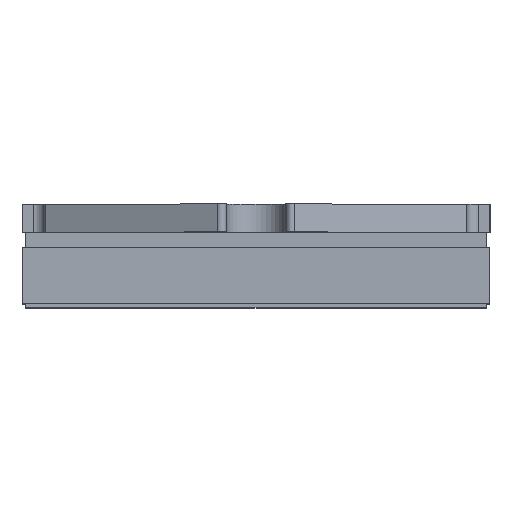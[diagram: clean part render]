
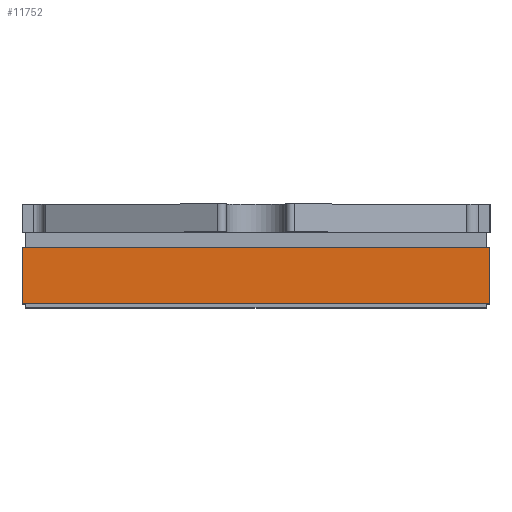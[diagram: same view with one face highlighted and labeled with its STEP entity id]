
A CAD part, top view. The second image highlights one B-rep face of the part: STEP entity #11752.
In plain terms, the highlighted planar face has unit normal (0, 0, 1).
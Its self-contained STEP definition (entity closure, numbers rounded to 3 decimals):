
#11588=CARTESIAN_POINT('',(-15.494,-2.616,16.157));
#11589=VERTEX_POINT('',#11588);
#11606=CARTESIAN_POINT('',(15.494,-2.616,16.157));
#11607=VERTEX_POINT('',#11606);
#11614=CARTESIAN_POINT('',(15.494,-2.616,16.157));
#11615=DIRECTION('',(-1.0,0.0,0.0));
#11616=VECTOR('',#11615,30.988);
#11617=LINE('',#11614,#11616);
#11618=EDGE_CURVE('',#11607,#11589,#11617,.T.);
#11664=CARTESIAN_POINT('',(-15.494,1.118,16.157));
#11665=VERTEX_POINT('',#11664);
#11672=CARTESIAN_POINT('',(15.494,1.118,16.157));
#11673=VERTEX_POINT('',#11672);
#11674=CARTESIAN_POINT('',(-15.494,1.118,16.157));
#11675=DIRECTION('',(1.0,0.0,0.0));
#11676=VECTOR('',#11675,30.988);
#11677=LINE('',#11674,#11676);
#11678=EDGE_CURVE('',#11665,#11673,#11677,.T.);
#11724=CARTESIAN_POINT('',(15.494,1.118,16.157));
#11725=DIRECTION('',(0.0,-1.0,0.0));
#11726=VECTOR('',#11725,3.734);
#11727=LINE('',#11724,#11726);
#11728=EDGE_CURVE('',#11673,#11607,#11727,.T.);
#11736=CARTESIAN_POINT('',(0.,-0.749,16.157));
#11737=DIRECTION('',(0.0,0.0,-1.0));
#11738=DIRECTION('',(0.0,-1.0,0.0));
#11739=AXIS2_PLACEMENT_3D('',#11736,#11737,#11738);
#11740=PLANE('',#11739);
#11741=CARTESIAN_POINT('',(-15.494,1.118,16.157));
#11742=DIRECTION('',(0.0,-1.0,0.0));
#11743=VECTOR('',#11742,3.734);
#11744=LINE('',#11741,#11743);
#11745=EDGE_CURVE('',#11665,#11589,#11744,.T.);
#11746=ORIENTED_EDGE('',*,*,#11745,.T.);
#11747=ORIENTED_EDGE('',*,*,#11618,.F.);
#11748=ORIENTED_EDGE('',*,*,#11728,.F.);
#11749=ORIENTED_EDGE('',*,*,#11678,.F.);
#11750=EDGE_LOOP('',(#11746,#11747,#11748,#11749));
#11751=FACE_OUTER_BOUND('',#11750,.T.);
#11752=ADVANCED_FACE('',(#11751),#11740,.F.);
